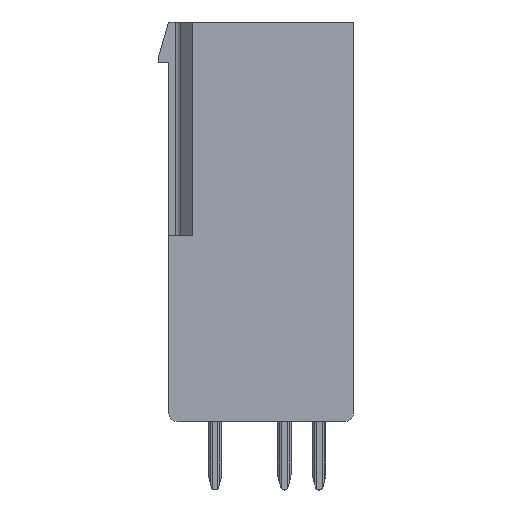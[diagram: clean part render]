
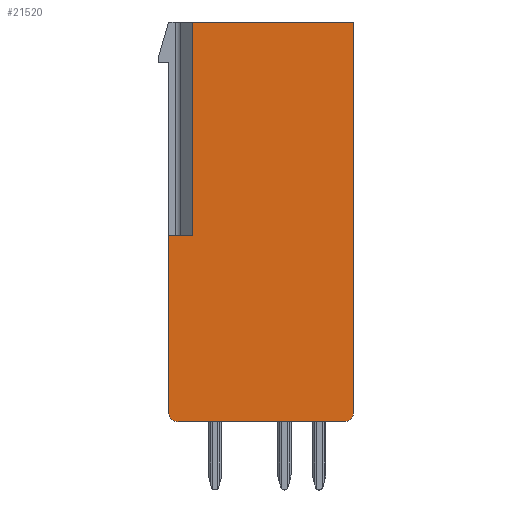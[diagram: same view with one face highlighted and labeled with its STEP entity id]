
A CAD part, left-side view. The second image highlights one B-rep face of the part: STEP entity #21520.
In plain terms, the highlighted face is planar.
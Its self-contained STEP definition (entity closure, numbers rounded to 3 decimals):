
#305=CIRCLE('',#22356,0.7);
#367=CIRCLE('',#22575,0.7);
#3996=ORIENTED_EDGE('',*,*,#7062,.T.);
#3997=ORIENTED_EDGE('',*,*,#7063,.T.);
#3998=ORIENTED_EDGE('',*,*,#6578,.F.);
#3999=ORIENTED_EDGE('',*,*,#7059,.F.);
#4000=ORIENTED_EDGE('',*,*,#7014,.F.);
#4001=ORIENTED_EDGE('',*,*,#7019,.F.);
#4002=ORIENTED_EDGE('',*,*,#7064,.T.);
#4003=ORIENTED_EDGE('',*,*,#7065,.T.);
#6578=EDGE_CURVE('',#8534,#8531,#305,.T.);
#7014=EDGE_CURVE('',#8825,#8827,#367,.T.);
#7019=EDGE_CURVE('',#8831,#8825,#10641,.T.);
#7059=EDGE_CURVE('',#8827,#8534,#10679,.T.);
#7062=EDGE_CURVE('',#8847,#8848,#10682,.T.);
#7063=EDGE_CURVE('',#8848,#8531,#10683,.T.);
#7064=EDGE_CURVE('',#8831,#8849,#10684,.T.);
#7065=EDGE_CURVE('',#8849,#8847,#10685,.T.);
#8531=VERTEX_POINT('',#29968);
#8534=VERTEX_POINT('',#29973);
#8825=VERTEX_POINT('',#30915);
#8827=VERTEX_POINT('',#30918);
#8831=VERTEX_POINT('',#30927);
#8847=VERTEX_POINT('',#31011);
#8848=VERTEX_POINT('',#31012);
#8849=VERTEX_POINT('',#31015);
#10641=LINE('',#30928,#12590);
#10679=LINE('',#31005,#12628);
#10682=LINE('',#31010,#12631);
#10683=LINE('',#31013,#12632);
#10684=LINE('',#31014,#12633);
#10685=LINE('',#31016,#12634);
#12590=VECTOR('',#25946,1000.);
#12628=VECTOR('',#26032,1000.);
#12631=VECTOR('',#26039,1000.);
#12632=VECTOR('',#26040,1000.);
#12633=VECTOR('',#26041,1000.);
#12634=VECTOR('',#26042,1000.);
#13738=EDGE_LOOP('',(#3996,#3997,#3998,#3999,#4000,#4001,#4002,#4003));
#14535=FACE_BOUND('',#13738,.T.);
#15198=PLANE('',#22603);
#21520=ADVANCED_FACE('',(#14535),#15198,.F.);
#22356=AXIS2_PLACEMENT_3D('',#29974,#25145,#25146);
#22575=AXIS2_PLACEMENT_3D('',#30917,#25937,#25938);
#22603=AXIS2_PLACEMENT_3D('',#31009,#26037,#26038);
#25145=DIRECTION('',(0.,0.,1.));
#25146=DIRECTION('',(1.,0.,0.));
#25937=DIRECTION('',(0.,0.,1.));
#25938=DIRECTION('',(1.,0.,0.));
#25946=DIRECTION('',(-1.,0.,0.));
#26032=DIRECTION('',(0.,-1.,0.));
#26037=DIRECTION('',(0.,0.,1.));
#26038=DIRECTION('',(1.,0.,0.));
#26039=DIRECTION('',(0.,-1.,0.));
#26040=DIRECTION('',(-1.,0.,0.));
#26041=DIRECTION('',(0.,-1.,0.));
#26042=DIRECTION('',(-1.,0.,0.));
#29968=CARTESIAN_POINT('',(52.3,27.4,42.24));
#29973=CARTESIAN_POINT('',(51.6,28.1,42.24));
#29974=CARTESIAN_POINT('',(52.3,28.1,42.24));
#30915=CARTESIAN_POINT('',(52.3,40.95,42.24));
#30917=CARTESIAN_POINT('',(52.3,40.25,42.24));
#30918=CARTESIAN_POINT('',(51.6,40.25,42.24));
#30927=CARTESIAN_POINT('',(80.85,40.95,42.24));
#30928=CARTESIAN_POINT('',(80.694,40.95,42.24));
#31005=CARTESIAN_POINT('',(51.6,27.39,42.24));
#31009=CARTESIAN_POINT('',(64.95,27.375,42.24));
#31010=CARTESIAN_POINT('',(65.2,27.39,42.24));
#31011=CARTESIAN_POINT('',(65.2,29.15,42.24));
#31012=CARTESIAN_POINT('',(65.2,27.4,42.24));
#31013=CARTESIAN_POINT('',(80.694,27.4,42.24));
#31014=CARTESIAN_POINT('',(80.85,27.39,42.24));
#31015=CARTESIAN_POINT('',(80.85,29.15,42.24));
#31016=CARTESIAN_POINT('',(80.694,29.15,42.24));
